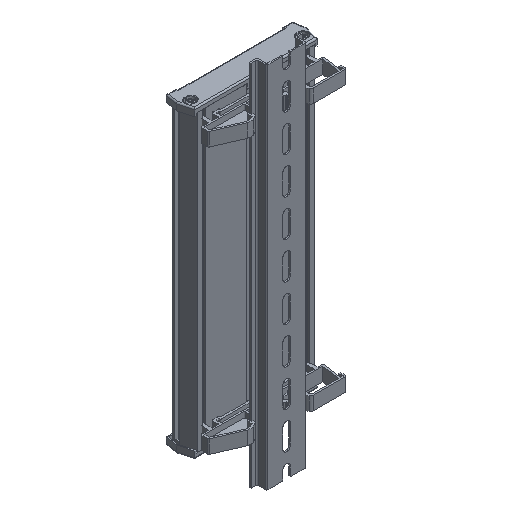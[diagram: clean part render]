
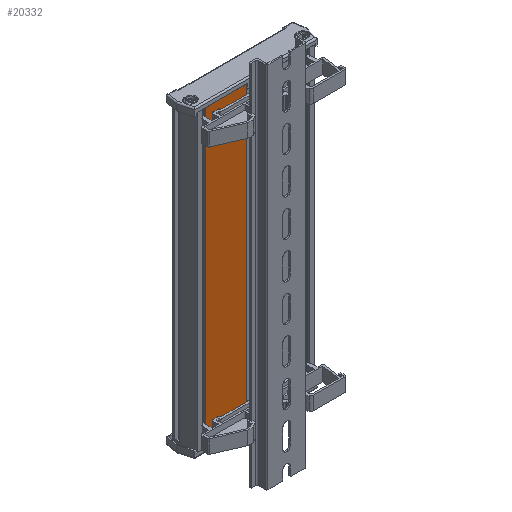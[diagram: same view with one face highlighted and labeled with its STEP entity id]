
A CAD part, isometric view. The second image highlights one B-rep face of the part: STEP entity #20332.
In plain terms, the highlighted planar face has unit normal (0, -1, 0).
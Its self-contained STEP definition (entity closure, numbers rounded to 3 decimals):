
#691 = DIRECTION ( 'NONE',  ( 0., 0., 1. ) ) ;
#1223 = LINE ( 'NONE', #7786, #5885 ) ;
#1480 = DIRECTION ( 'NONE',  ( 1., 0., 0. ) ) ;
#2852 = ORIENTED_EDGE ( 'NONE', *, *, #16885, .T. ) ;
#3713 = EDGE_CURVE ( 'NONE', #14729, #19935, #14226, .T. ) ;
#4941 = CARTESIAN_POINT ( 'NONE',  ( -6.409, -1.653, -200. ) ) ;
#5013 = CARTESIAN_POINT ( 'NONE',  ( -6.409, -1.653, 0. ) ) ;
#5597 = ORIENTED_EDGE ( 'NONE', *, *, #8722, .T. ) ;
#5756 = PLANE ( 'NONE',  #10936 ) ;
#5885 = VECTOR ( 'NONE', #20050, 1000. ) ;
#5928 = VERTEX_POINT ( 'NONE', #11026 ) ;
#6783 = VECTOR ( 'NONE', #1480, 1000. ) ;
#7292 = VECTOR ( 'NONE', #691, 1000. ) ;
#7786 = CARTESIAN_POINT ( 'NONE',  ( -6.409, -1.653, 0. ) ) ;
#8722 = EDGE_CURVE ( 'NONE', #5928, #22249, #13621, .T. ) ;
#9345 = CARTESIAN_POINT ( 'NONE',  ( -6.409, -1.653, -200. ) ) ;
#10936 = AXIS2_PLACEMENT_3D ( 'NONE', #9345, #21463, #21627 ) ;
#11026 = CARTESIAN_POINT ( 'NONE',  ( -6.409, -1.653, -200. ) ) ;
#11193 = CARTESIAN_POINT ( 'NONE',  ( -6.409, -1.653, -200. ) ) ;
#11697 = FACE_OUTER_BOUND ( 'NONE', #20272, .T. ) ;
#12920 = DIRECTION ( 'NONE',  ( 0., 0., 1. ) ) ;
#13621 = LINE ( 'NONE', #11193, #7292 ) ;
#13654 = LINE ( 'NONE', #4941, #6783 ) ;
#14226 = LINE ( 'NONE', #20119, #17227 ) ;
#14729 = VERTEX_POINT ( 'NONE', #18295 ) ;
#16885 = EDGE_CURVE ( 'NONE', #14729, #5928, #13654, .T. ) ;
#17134 = ORIENTED_EDGE ( 'NONE', *, *, #3713, .F. ) ;
#17227 = VECTOR ( 'NONE', #12920, 1000. ) ;
#18295 = CARTESIAN_POINT ( 'NONE',  ( -34.494, -1.653, -200. ) ) ;
#18591 = ORIENTED_EDGE ( 'NONE', *, *, #21073, .F. ) ;
#19935 = VERTEX_POINT ( 'NONE', #21647 ) ;
#20050 = DIRECTION ( 'NONE',  ( 1., 0., 0. ) ) ;
#20119 = CARTESIAN_POINT ( 'NONE',  ( -34.494, -1.653, -200. ) ) ;
#20272 = EDGE_LOOP ( 'NONE', ( #18591, #17134, #2852, #5597 ) ) ;
#20332 = ADVANCED_FACE ( 'NONE', ( #11697 ), #5756, .T. ) ;
#21073 = EDGE_CURVE ( 'NONE', #19935, #22249, #1223, .T. ) ;
#21463 = DIRECTION ( 'NONE',  ( 0., -1., 0. ) ) ;
#21627 = DIRECTION ( 'NONE',  ( 0., 0., -1. ) ) ;
#21647 = CARTESIAN_POINT ( 'NONE',  ( -34.494, -1.653, 0. ) ) ;
#22249 = VERTEX_POINT ( 'NONE', #5013 ) ;
